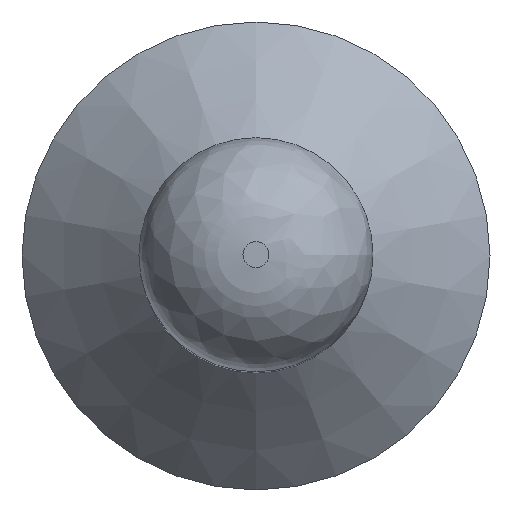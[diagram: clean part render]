
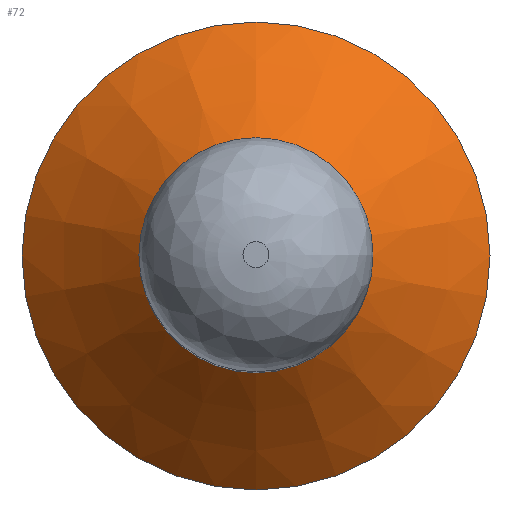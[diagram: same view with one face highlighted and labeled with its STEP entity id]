
A CAD part, top view. The second image highlights one B-rep face of the part: STEP entity #72.
In plain terms, the highlighted conical face has half-angle 45 degrees and reference radius 1.688 mm.
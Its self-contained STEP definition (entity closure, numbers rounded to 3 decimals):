
#15=CONICAL_SURFACE('',#95,1.688,0.785);
#17=LINE('',#165,#19);
#19=VECTOR('',#119,1.688);
#26=FACE_OUTER_BOUND('',#31,.T.);
#31=EDGE_LOOP('',(#63,#64,#65,#66));
#37=CIRCLE('',#94,1.125);
#38=CIRCLE('',#96,2.25);
#42=VERTEX_POINT('',#159);
#43=VERTEX_POINT('',#163);
#48=EDGE_CURVE('',#42,#42,#37,.T.);
#50=EDGE_CURVE('',#43,#43,#38,.T.);
#51=EDGE_CURVE('',#43,#42,#17,.T.);
#63=ORIENTED_EDGE('',*,*,#50,.F.);
#64=ORIENTED_EDGE('',*,*,#51,.T.);
#65=ORIENTED_EDGE('',*,*,#48,.T.);
#66=ORIENTED_EDGE('',*,*,#51,.F.);
#72=ADVANCED_FACE('',(#26),#15,.T.);
#94=AXIS2_PLACEMENT_3D('',#160,#112,#113);
#95=AXIS2_PLACEMENT_3D('',#162,#115,#116);
#96=AXIS2_PLACEMENT_3D('',#164,#117,#118);
#112=DIRECTION('center_axis',(0.,0.,-1.));
#113=DIRECTION('ref_axis',(1.,0.,0.));
#115=DIRECTION('center_axis',(0.,0.,-1.));
#116=DIRECTION('ref_axis',(0.,1.,0.));
#117=DIRECTION('center_axis',(0.,0.,-1.));
#118=DIRECTION('ref_axis',(1.,0.,0.));
#119=DIRECTION('',(0.,0.707,0.707));
#159=CARTESIAN_POINT('',(0.,-1.125,1.125));
#160=CARTESIAN_POINT('Origin',(0.,0.,1.125));
#162=CARTESIAN_POINT('Origin',(0.,0.,0.563));
#163=CARTESIAN_POINT('',(0.,-2.25,0.));
#164=CARTESIAN_POINT('Origin',(0.,0.,0.));
#165=CARTESIAN_POINT('',(0.,-1.688,0.563));
